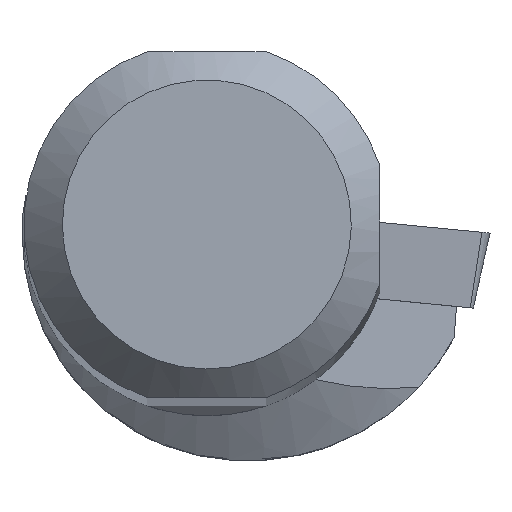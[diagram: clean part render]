
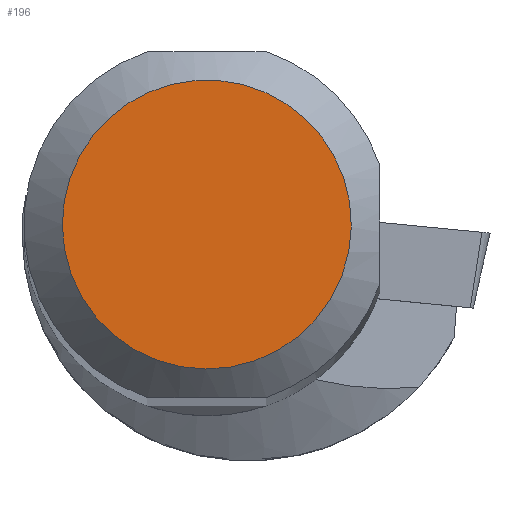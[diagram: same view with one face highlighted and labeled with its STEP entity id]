
A CAD part, top view. The second image highlights one B-rep face of the part: STEP entity #196.
In plain terms, the highlighted planar face has unit normal (0, 0, 1).
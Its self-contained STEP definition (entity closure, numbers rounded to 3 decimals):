
#153=FACE_OUTER_BOUND('',#387,.T.);
#196=ADVANCED_FACE('CU_SU_BP3',(#153),#229,.T.);
#229=PLANE('',#1021);
#387=EDGE_LOOP('',(#539));
#539=ORIENTED_EDGE('',*,*,#811,.F.);
#712=VERTEX_POINT('',#1696);
#811=EDGE_CURVE('',#712,#712,#865,.T.);
#865=CIRCLE('',#1020,7.516);
#1020=AXIS2_PLACEMENT_3D('',#1695,#1218,#1219);
#1021=AXIS2_PLACEMENT_3D('',#1697,#1220,#1221);
#1218=DIRECTION('',(0.,0.,-1.));
#1219=DIRECTION('',(-1.,0.,0.));
#1220=DIRECTION('',(0.,0.,1.));
#1221=DIRECTION('',(-1.,0.,0.));
#1695=CARTESIAN_POINT('',(0.,0.,0.));
#1696=CARTESIAN_POINT('',(-7.516,0.,0.));
#1697=CARTESIAN_POINT('',(0.,0.,
0.));
